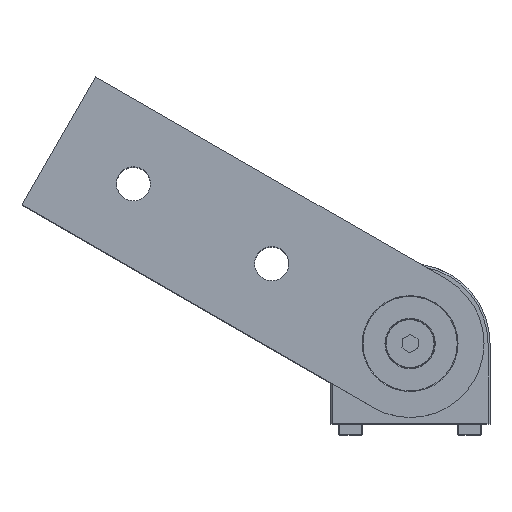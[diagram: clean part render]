
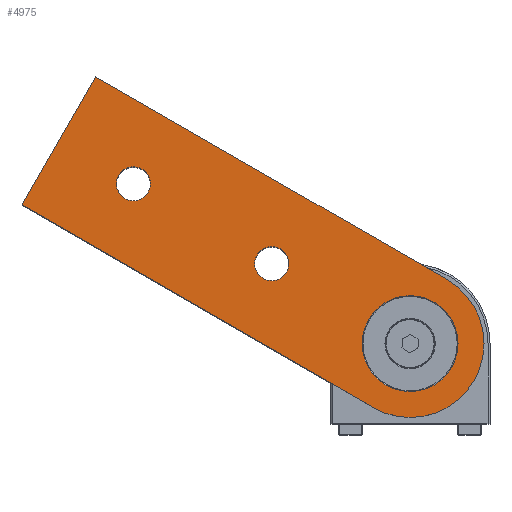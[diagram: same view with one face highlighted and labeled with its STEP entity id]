
A CAD part, top view. The second image highlights one B-rep face of the part: STEP entity #4975.
In plain terms, the highlighted planar face has unit normal (0, 0, 1).
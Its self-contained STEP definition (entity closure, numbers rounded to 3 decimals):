
#3651 = DIRECTION ( 'NONE',  ( -0.5, -0.866, 0. ) ) ;
#3658 = DIRECTION ( 'NONE',  ( 0., 0., 1. ) ) ;
#3671 = PLANE ( 'NONE',  #12912 ) ;
#3679 = CARTESIAN_POINT ( 'NONE',  ( 0., 20., 25.751 ) ) ;
#4975 = ADVANCED_FACE ( 'NONE', ( #23143, #23146, #23144, #23145 ), #3671, .T. ) ;
#6890 = CIRCLE ( 'NONE', #27320, 12. ) ;
#6897 = CIRCLE ( 'NONE', #27324, 4.25 ) ;
#6905 = CIRCLE ( 'NONE', #27328, 4.25 ) ;
#6918 = CIRCLE ( 'NONE', #27337, 12. ) ;
#6932 = LINE ( 'NONE', #8437, #6939 ) ;
#6934 = CIRCLE ( 'NONE', #27348, 4.25 ) ;
#6935 = CIRCLE ( 'NONE', #27350, 4.25 ) ;
#6936 = CIRCLE ( 'NONE', #27352, 18.5 ) ;
#6938 = LINE ( 'NONE', #8441, #6941 ) ;
#6939 = VECTOR ( 'NONE', #8432, 1000. ) ;
#6940 = LINE ( 'NONE', #8443, #6943 ) ;
#6941 = VECTOR ( 'NONE', #8442, 1000. ) ;
#6943 = VECTOR ( 'NONE', #8444, 1000. ) ;
#7049 = VERTEX_POINT ( 'NONE', #13579 ) ;
#7144 = VERTEX_POINT ( 'NONE', #13674 ) ;
#8364 = CARTESIAN_POINT ( 'NONE',  ( 0., 20., 25.751 ) ) ;
#8365 = DIRECTION ( 'NONE',  ( 0., 0., 1. ) ) ;
#8366 = DIRECTION ( 'NONE',  ( -0.5, -0.866, 0. ) ) ;
#8374 = CARTESIAN_POINT ( 'NONE',  ( -69.282, 60., 25.751 ) ) ;
#8375 = DIRECTION ( 'NONE',  ( 0., 0., 1. ) ) ;
#8376 = DIRECTION ( 'NONE',  ( -0.5, -0.866, 0. ) ) ;
#8385 = CARTESIAN_POINT ( 'NONE',  ( -34.641, 40., 25.751 ) ) ;
#8386 = DIRECTION ( 'NONE',  ( 0., 0., 1. ) ) ;
#8387 = DIRECTION ( 'NONE',  ( -0.5, -0.866, 0. ) ) ;
#8407 = CARTESIAN_POINT ( 'NONE',  ( 0., 20., 25.751 ) ) ;
#8408 = DIRECTION ( 'NONE',  ( 0., 0., 1. ) ) ;
#8409 = DIRECTION ( 'NONE',  ( -0.5, -0.866, 0. ) ) ;
#8429 = CARTESIAN_POINT ( 'NONE',  ( -34.641, 40., 25.751 ) ) ;
#8430 = DIRECTION ( 'NONE',  ( 0., 0., 1. ) ) ;
#8431 = DIRECTION ( 'NONE',  ( -0.5, -0.866, 0. ) ) ;
#8432 = DIRECTION ( 'NONE',  ( 0.866, -0.5, 0. ) ) ;
#8433 = CARTESIAN_POINT ( 'NONE',  ( -69.282, 60., 25.751 ) ) ;
#8434 = DIRECTION ( 'NONE',  ( 0., 0., 1. ) ) ;
#8435 = DIRECTION ( 'NONE',  ( -0.5, -0.866, 0. ) ) ;
#8437 = CARTESIAN_POINT ( 'NONE',  ( -97.152, 54.729, 25.751 ) ) ;
#8438 = CARTESIAN_POINT ( 'NONE',  ( 0., 20., 25.751 ) ) ;
#8439 = DIRECTION ( 'NONE',  ( 0., 0., 1. ) ) ;
#8440 = DIRECTION ( 'NONE',  ( -0.5, -0.866, 0. ) ) ;
#8441 = CARTESIAN_POINT ( 'NONE',  ( -78.652, 86.771, 25.751 ) ) ;
#8442 = DIRECTION ( 'NONE',  ( -0.5, -0.866, 0. ) ) ;
#8443 = CARTESIAN_POINT ( 'NONE',  ( 9.25, 36.021, 25.751 ) ) ;
#8444 = DIRECTION ( 'NONE',  ( -0.866, 0.5, 0. ) ) ;
#8645 = VERTEX_POINT ( 'NONE', #10460 ) ;
#8763 = VERTEX_POINT ( 'NONE', #10529 ) ;
#10460 = CARTESIAN_POINT ( 'NONE',  ( -71.407, 56.319, 25.751 ) ) ;
#10529 = CARTESIAN_POINT ( 'NONE',  ( -78.652, 86.771, 25.751 ) ) ;
#12912 = AXIS2_PLACEMENT_3D ( 'NONE', #3679, #3658, #3651 ) ;
#13579 = CARTESIAN_POINT ( 'NONE',  ( -9.25, 3.979, 25.751 ) ) ;
#13674 = CARTESIAN_POINT ( 'NONE',  ( 9.25, 36.021, 25.751 ) ) ;
#15396 = ORIENTED_EDGE ( 'NONE', *, *, #22240, .T. ) ;
#15409 = ORIENTED_EDGE ( 'NONE', *, *, #22237, .T. ) ;
#15454 = ORIENTED_EDGE ( 'NONE', *, *, #22236, .F. ) ;
#15457 = ORIENTED_EDGE ( 'NONE', *, *, #22235, .F. ) ;
#15468 = ORIENTED_EDGE ( 'NONE', *, *, #22239, .T. ) ;
#15469 = ORIENTED_EDGE ( 'NONE', *, *, #22212, .F. ) ;
#15472 = ORIENTED_EDGE ( 'NONE', *, *, #22208, .F. ) ;
#15473 = ORIENTED_EDGE ( 'NONE', *, *, #22217, .F. ) ;
#15488 = ORIENTED_EDGE ( 'NONE', *, *, #22238, .T. ) ;
#15518 = ORIENTED_EDGE ( 'NONE', *, *, #22226, .F. ) ;
#19794 = CARTESIAN_POINT ( 'NONE',  ( 6., 30.392, 25.751 ) ) ;
#19834 = CARTESIAN_POINT ( 'NONE',  ( -32.516, 43.681, 25.751 ) ) ;
#19844 = CARTESIAN_POINT ( 'NONE',  ( -67.157, 63.681, 25.751 ) ) ;
#19861 = CARTESIAN_POINT ( 'NONE',  ( -36.766, 36.319, 25.751 ) ) ;
#19864 = CARTESIAN_POINT ( 'NONE',  ( -97.152, 54.729, 25.751 ) ) ;
#19920 = CARTESIAN_POINT ( 'NONE',  ( -6., 9.608, 25.751 ) ) ;
#22208 = EDGE_CURVE ( 'NONE', #26493, #26285, #6890, .T. ) ;
#22212 = EDGE_CURVE ( 'NONE', #26359, #8645, #6897, .T. ) ;
#22217 = EDGE_CURVE ( 'NONE', #26345, #26384, #6905, .T. ) ;
#22226 = EDGE_CURVE ( 'NONE', #26285, #26493, #6918, .T. ) ;
#22235 = EDGE_CURVE ( 'NONE', #26384, #26345, #6934, .T. ) ;
#22236 = EDGE_CURVE ( 'NONE', #8645, #26359, #6935, .T. ) ;
#22237 = EDGE_CURVE ( 'NONE', #7049, #7144, #6936, .T. ) ;
#22238 = EDGE_CURVE ( 'NONE', #26389, #7049, #6932, .T. ) ;
#22239 = EDGE_CURVE ( 'NONE', #8763, #26389, #6938, .T. ) ;
#22240 = EDGE_CURVE ( 'NONE', #7144, #8763, #6940, .T. ) ;
#23143 = FACE_BOUND ( 'NONE', #27461, .T. ) ;
#23144 = FACE_OUTER_BOUND ( 'NONE', #27498, .T. ) ;
#23145 = FACE_BOUND ( 'NONE', #27407, .T. ) ;
#23146 = FACE_BOUND ( 'NONE', #27243, .T. ) ;
#26285 = VERTEX_POINT ( 'NONE', #19794 ) ;
#26345 = VERTEX_POINT ( 'NONE', #19834 ) ;
#26359 = VERTEX_POINT ( 'NONE', #19844 ) ;
#26384 = VERTEX_POINT ( 'NONE', #19861 ) ;
#26389 = VERTEX_POINT ( 'NONE', #19864 ) ;
#26493 = VERTEX_POINT ( 'NONE', #19920 ) ;
#27243 = EDGE_LOOP ( 'NONE', ( #15457, #15473 ) ) ;
#27320 = AXIS2_PLACEMENT_3D ( 'NONE', #8364, #8365, #8366 ) ;
#27324 = AXIS2_PLACEMENT_3D ( 'NONE', #8374, #8375, #8376 ) ;
#27328 = AXIS2_PLACEMENT_3D ( 'NONE', #8385, #8386, #8387 ) ;
#27337 = AXIS2_PLACEMENT_3D ( 'NONE', #8407, #8408, #8409 ) ;
#27348 = AXIS2_PLACEMENT_3D ( 'NONE', #8429, #8430, #8431 ) ;
#27350 = AXIS2_PLACEMENT_3D ( 'NONE', #8433, #8434, #8435 ) ;
#27352 = AXIS2_PLACEMENT_3D ( 'NONE', #8438, #8439, #8440 ) ;
#27407 = EDGE_LOOP ( 'NONE', ( #15472, #15518 ) ) ;
#27461 = EDGE_LOOP ( 'NONE', ( #15454, #15469 ) ) ;
#27498 = EDGE_LOOP ( 'NONE', ( #15468, #15488, #15409, #15396 ) ) ;
